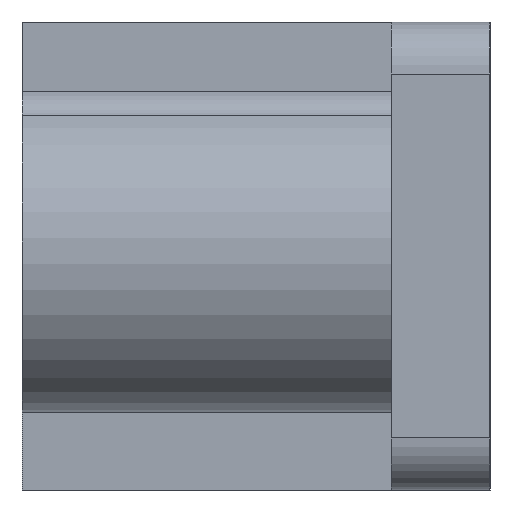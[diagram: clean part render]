
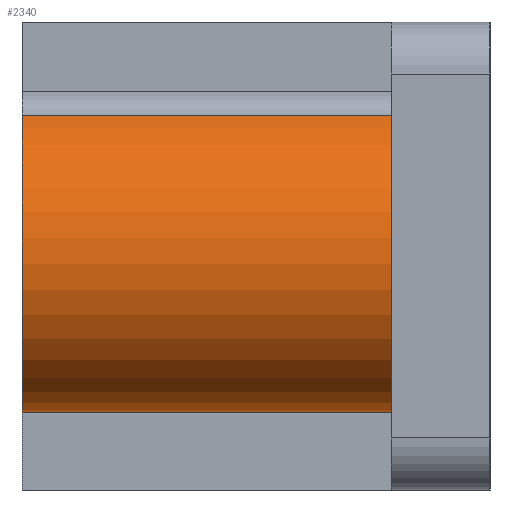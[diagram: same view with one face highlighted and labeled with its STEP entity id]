
A CAD part, left-side view. The second image highlights one B-rep face of the part: STEP entity #2340.
In plain terms, the highlighted cylindrical face has radius 30 mm (diameter 60 mm), a partial arc.
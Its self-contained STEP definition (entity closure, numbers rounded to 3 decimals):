
#84 = ORIENTED_EDGE ( 'NONE', *, *, #2670, .T. ) ;
#137 = FACE_OUTER_BOUND ( 'NONE', #4908, .T. ) ;
#162 = CARTESIAN_POINT ( 'NONE',  ( 144.397, 104.215, 113.816 ) ) ;
#195 = DIRECTION ( 'NONE',  ( 0., 1., 0. ) ) ;
#281 = ORIENTED_EDGE ( 'NONE', *, *, #5162, .T. ) ;
#323 = ORIENTED_EDGE ( 'NONE', *, *, #5063, .F. ) ;
#421 = VERTEX_POINT ( 'NONE', #2181 ) ;
#661 = ORIENTED_EDGE ( 'NONE', *, *, #3706, .T. ) ;
#677 = CIRCLE ( 'NONE', #1195, 30. ) ;
#802 = CARTESIAN_POINT ( 'NONE',  ( 144.397, 175.215, 143.816 ) ) ;
#857 = VERTEX_POINT ( 'NONE', #5306 ) ;
#1070 = DIRECTION ( 'NONE',  ( 0., -1., 0. ) ) ;
#1080 = CARTESIAN_POINT ( 'NONE',  ( 144.397, 175.215, 113.816 ) ) ;
#1112 = LINE ( 'NONE', #2390, #1695 ) ;
#1121 = VERTEX_POINT ( 'NONE', #162 ) ;
#1185 = AXIS2_PLACEMENT_3D ( 'NONE', #802, #2449, #1987 ) ;
#1195 = AXIS2_PLACEMENT_3D ( 'NONE', #4329, #3517, #3889 ) ;
#1415 = CARTESIAN_POINT ( 'NONE',  ( 144.397, 104.215, 143.816 ) ) ;
#1441 = VECTOR ( 'NONE', #1070, 1000. ) ;
#1695 = VECTOR ( 'NONE', #2800, 1000. ) ;
#1987 = DIRECTION ( 'NONE',  ( 0., 0., -1. ) ) ;
#2166 = CIRCLE ( 'NONE', #4657, 30. ) ;
#2181 = CARTESIAN_POINT ( 'NONE',  ( 131.54, 104.215, 170.921 ) ) ;
#2340 = ADVANCED_FACE ( 'NONE', ( #137 ), #2595, .T. ) ;
#2390 = CARTESIAN_POINT ( 'NONE',  ( 131.54, 175.215, 170.921 ) ) ;
#2449 = DIRECTION ( 'NONE',  ( 0., -1., 0. ) ) ;
#2595 = CYLINDRICAL_SURFACE ( 'NONE', #1185, 30. ) ;
#2670 = EDGE_CURVE ( 'NONE', #4715, #1121, #4491, .T. ) ;
#2800 = DIRECTION ( 'NONE',  ( 0., 1., 0. ) ) ;
#3517 = DIRECTION ( 'NONE',  ( 0., 1., 0. ) ) ;
#3706 = EDGE_CURVE ( 'NONE', #421, #857, #1112, .T. ) ;
#3889 = DIRECTION ( 'NONE',  ( 0., 0., 1. ) ) ;
#4329 = CARTESIAN_POINT ( 'NONE',  ( 144.397, 175.215, 143.816 ) ) ;
#4491 = LINE ( 'NONE', #4763, #1441 ) ;
#4657 = AXIS2_PLACEMENT_3D ( 'NONE', #1415, #195, #5149 ) ;
#4715 = VERTEX_POINT ( 'NONE', #1080 ) ;
#4763 = CARTESIAN_POINT ( 'NONE',  ( 144.397, 175.215, 113.816 ) ) ;
#4908 = EDGE_LOOP ( 'NONE', ( #281, #661, #323, #84 ) ) ;
#5063 = EDGE_CURVE ( 'NONE', #4715, #857, #677, .T. ) ;
#5149 = DIRECTION ( 'NONE',  ( 0., 0., 1. ) ) ;
#5162 = EDGE_CURVE ( 'NONE', #1121, #421, #2166, .T. ) ;
#5306 = CARTESIAN_POINT ( 'NONE',  ( 131.54, 175.215, 170.921 ) ) ;
